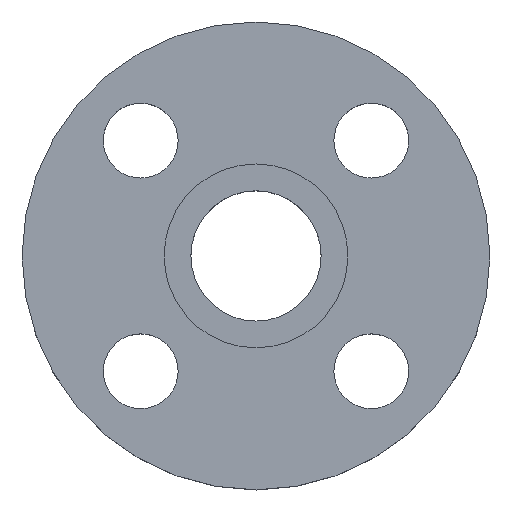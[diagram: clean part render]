
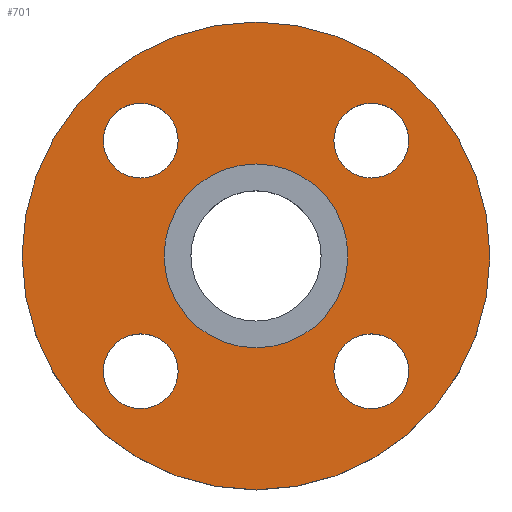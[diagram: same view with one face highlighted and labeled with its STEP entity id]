
A CAD part, top view. The second image highlights one B-rep face of the part: STEP entity #701.
In plain terms, the highlighted planar face has unit normal (0, 0, 1).
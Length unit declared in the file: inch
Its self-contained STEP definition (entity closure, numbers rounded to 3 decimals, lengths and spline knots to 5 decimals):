
#2 = FACE_BOUND ( 'NONE', #75, .T. ) ;
#4 = VERTEX_POINT ( 'NONE', #510 ) ;
#5 = VERTEX_POINT ( 'NONE', #513 ) ;
#10 = VERTEX_POINT ( 'NONE', #20 ) ;
#19 = AXIS2_PLACEMENT_3D ( 'NONE', #344, #290, #675 ) ;
#20 = CARTESIAN_POINT ( 'NONE',  ( 3.5, 0., -0.25 ) ) ;
#40 = CIRCLE ( 'NONE', #446, 0.56 ) ;
#41 = AXIS2_PLACEMENT_3D ( 'NONE', #534, #690, #316 ) ;
#43 = DIRECTION ( 'NONE',  ( 0., 0., -1. ) ) ;
#48 = CIRCLE ( 'NONE', #103, 0.56 ) ;
#50 = VERTEX_POINT ( 'NONE', #211 ) ;
#53 = EDGE_CURVE ( 'NONE', #50, #5, #559, .T. ) ;
#55 = AXIS2_PLACEMENT_3D ( 'NONE', #117, #562, #67 ) ;
#56 = DIRECTION ( 'NONE',  ( 0., 0., 1. ) ) ;
#60 = FACE_OUTER_BOUND ( 'NONE', #646, .T. ) ;
#66 = ORIENTED_EDGE ( 'NONE', *, *, #314, .T. ) ;
#67 = DIRECTION ( 'NONE',  ( 1., 0., 0. ) ) ;
#75 = EDGE_LOOP ( 'NONE', ( #335, #678 ) ) ;
#90 = EDGE_CURVE ( 'NONE', #112, #461, #431, .T. ) ;
#93 = VERTEX_POINT ( 'NONE', #180 ) ;
#94 = CARTESIAN_POINT ( 'NONE',  ( -2.28534, -1.72534, -0.25 ) ) ;
#103 = AXIS2_PLACEMENT_3D ( 'NONE', #385, #594, #437 ) ;
#107 = CARTESIAN_POINT ( 'NONE',  ( 1.72534, -2.28534, -0.25 ) ) ;
#108 = DIRECTION ( 'NONE',  ( 0., 0., 1. ) ) ;
#112 = VERTEX_POINT ( 'NONE', #462 ) ;
#113 = AXIS2_PLACEMENT_3D ( 'NONE', #207, #43, #476 ) ;
#117 = CARTESIAN_POINT ( 'NONE',  ( 0., 0., -0.25 ) ) ;
#154 = CARTESIAN_POINT ( 'NONE',  ( -3.5, 0., -0.25 ) ) ;
#163 = CARTESIAN_POINT ( 'NONE',  ( 0., 0., -0.25 ) ) ;
#164 = CIRCLE ( 'NONE', #350, 3.5 ) ;
#180 = CARTESIAN_POINT ( 'NONE',  ( 1.72534, -1.16534, -0.25 ) ) ;
#181 = EDGE_LOOP ( 'NONE', ( #348, #447 ) ) ;
#188 = EDGE_CURVE ( 'NONE', #4, #381, #668, .T. ) ;
#196 = DIRECTION ( 'NONE',  ( 1., 0., 0. ) ) ;
#202 = CARTESIAN_POINT ( 'NONE',  ( 0., 0., -0.25 ) ) ;
#203 = CIRCLE ( 'NONE', #565, 3.5 ) ;
#207 = CARTESIAN_POINT ( 'NONE',  ( 0., 0., -0.25 ) ) ;
#211 = CARTESIAN_POINT ( 'NONE',  ( 1.375, 0., -0.25 ) ) ;
#215 = CIRCLE ( 'NONE', #393, 0.56 ) ;
#220 = CARTESIAN_POINT ( 'NONE',  ( 1.72534, 1.72534, -0.25 ) ) ;
#221 = CARTESIAN_POINT ( 'NONE',  ( 1.16534, 1.72534, -0.25 ) ) ;
#226 = FACE_BOUND ( 'NONE', #240, .T. ) ;
#232 = CARTESIAN_POINT ( 'NONE',  ( 2.28534, 1.72534, -0.25 ) ) ;
#240 = EDGE_LOOP ( 'NONE', ( #361, #399 ) ) ;
#250 = EDGE_CURVE ( 'NONE', #381, #4, #351, .T. ) ;
#256 = CIRCLE ( 'NONE', #482, 0.56 ) ;
#279 = EDGE_CURVE ( 'NONE', #5, #50, #498, .T. ) ;
#281 = ORIENTED_EDGE ( 'NONE', *, *, #279, .T. ) ;
#290 = DIRECTION ( 'NONE',  ( 0., 0., 1. ) ) ;
#295 = CARTESIAN_POINT ( 'NONE',  ( 1.72534, -1.72534, -0.25 ) ) ;
#314 = EDGE_CURVE ( 'NONE', #420, #10, #164, .T. ) ;
#316 = DIRECTION ( 'NONE',  ( -1., 0., 0. ) ) ;
#318 = DIRECTION ( 'NONE',  ( 0., 0., -1. ) ) ;
#319 = CARTESIAN_POINT ( 'NONE',  ( -1.72534, 1.16534, -0.25 ) ) ;
#329 = DIRECTION ( 'NONE',  ( 0., 0., 1. ) ) ;
#335 = ORIENTED_EDGE ( 'NONE', *, *, #250, .F. ) ;
#337 = FACE_BOUND ( 'NONE', #439, .T. ) ;
#344 = CARTESIAN_POINT ( 'NONE',  ( -1.72534, 1.72534, -0.25 ) ) ;
#348 = ORIENTED_EDGE ( 'NONE', *, *, #616, .F. ) ;
#350 = AXIS2_PLACEMENT_3D ( 'NONE', #202, #472, #196 ) ;
#351 = CIRCLE ( 'NONE', #41, 0.56 ) ;
#361 = ORIENTED_EDGE ( 'NONE', *, *, #90, .F. ) ;
#375 = CARTESIAN_POINT ( 'NONE',  ( 0., 0., -0.25 ) ) ;
#379 = AXIS2_PLACEMENT_3D ( 'NONE', #375, #318, #535 ) ;
#381 = VERTEX_POINT ( 'NONE', #94 ) ;
#382 = DIRECTION ( 'NONE',  ( 0., 0., 1. ) ) ;
#385 = CARTESIAN_POINT ( 'NONE',  ( 1.72534, -1.72534, -0.25 ) ) ;
#393 = AXIS2_PLACEMENT_3D ( 'NONE', #295, #56, #674 ) ;
#394 = FACE_BOUND ( 'NONE', #560, .T. ) ;
#399 = ORIENTED_EDGE ( 'NONE', *, *, #400, .F. ) ;
#400 = EDGE_CURVE ( 'NONE', #461, #112, #40, .T. ) ;
#405 = CARTESIAN_POINT ( 'NONE',  ( -1.72534, -1.72534, -0.25 ) ) ;
#420 = VERTEX_POINT ( 'NONE', #154 ) ;
#426 = ORIENTED_EDGE ( 'NONE', *, *, #570, .F. ) ;
#427 = EDGE_CURVE ( 'NONE', #521, #665, #256, .T. ) ;
#431 = CIRCLE ( 'NONE', #19, 0.56 ) ;
#437 = DIRECTION ( 'NONE',  ( 0., -1., 0. ) ) ;
#439 = EDGE_LOOP ( 'NONE', ( #549, #281 ) ) ;
#440 = CARTESIAN_POINT ( 'NONE',  ( -1.72534, 1.72534, -0.25 ) ) ;
#446 = AXIS2_PLACEMENT_3D ( 'NONE', #440, #490, #705 ) ;
#447 = ORIENTED_EDGE ( 'NONE', *, *, #515, .F. ) ;
#453 = AXIS2_PLACEMENT_3D ( 'NONE', #511, #108, #516 ) ;
#461 = VERTEX_POINT ( 'NONE', #319 ) ;
#462 = CARTESIAN_POINT ( 'NONE',  ( -1.72534, 2.28534, -0.25 ) ) ;
#472 = DIRECTION ( 'NONE',  ( 0., 0., 1. ) ) ;
#476 = DIRECTION ( 'NONE',  ( 1., 0., 0. ) ) ;
#482 = AXIS2_PLACEMENT_3D ( 'NONE', #220, #382, #544 ) ;
#490 = DIRECTION ( 'NONE',  ( 0., 0., 1. ) ) ;
#494 = DIRECTION ( 'NONE',  ( 1., 0., 0. ) ) ;
#495 = EDGE_CURVE ( 'NONE', #10, #420, #203, .T. ) ;
#498 = CIRCLE ( 'NONE', #113, 1.375 ) ;
#499 = FACE_BOUND ( 'NONE', #181, .T. ) ;
#504 = ORIENTED_EDGE ( 'NONE', *, *, #427, .F. ) ;
#505 = PLANE ( 'NONE',  #55 ) ;
#510 = CARTESIAN_POINT ( 'NONE',  ( -1.16534, -1.72534, -0.25 ) ) ;
#511 = CARTESIAN_POINT ( 'NONE',  ( 1.72534, 1.72534, -0.25 ) ) ;
#513 = CARTESIAN_POINT ( 'NONE',  ( -1.375, 0., -0.25 ) ) ;
#515 = EDGE_CURVE ( 'NONE', #93, #523, #48, .T. ) ;
#516 = DIRECTION ( 'NONE',  ( 1., 0., 0. ) ) ;
#521 = VERTEX_POINT ( 'NONE', #221 ) ;
#523 = VERTEX_POINT ( 'NONE', #107 ) ;
#534 = CARTESIAN_POINT ( 'NONE',  ( -1.72534, -1.72534, -0.25 ) ) ;
#535 = DIRECTION ( 'NONE',  ( 1., 0., 0. ) ) ;
#544 = DIRECTION ( 'NONE',  ( 1., 0., 0. ) ) ;
#546 = AXIS2_PLACEMENT_3D ( 'NONE', #405, #563, #667 ) ;
#549 = ORIENTED_EDGE ( 'NONE', *, *, #53, .T. ) ;
#559 = CIRCLE ( 'NONE', #379, 1.375 ) ;
#560 = EDGE_LOOP ( 'NONE', ( #426, #504 ) ) ;
#562 = DIRECTION ( 'NONE',  ( 0., 0., 1. ) ) ;
#563 = DIRECTION ( 'NONE',  ( 0., 0., 1. ) ) ;
#565 = AXIS2_PLACEMENT_3D ( 'NONE', #163, #329, #494 ) ;
#570 = EDGE_CURVE ( 'NONE', #665, #521, #632, .T. ) ;
#594 = DIRECTION ( 'NONE',  ( 0., 0., 1. ) ) ;
#616 = EDGE_CURVE ( 'NONE', #523, #93, #215, .T. ) ;
#632 = CIRCLE ( 'NONE', #453, 0.56 ) ;
#646 = EDGE_LOOP ( 'NONE', ( #673, #66 ) ) ;
#665 = VERTEX_POINT ( 'NONE', #232 ) ;
#667 = DIRECTION ( 'NONE',  ( -1., 0., 0. ) ) ;
#668 = CIRCLE ( 'NONE', #546, 0.56 ) ;
#673 = ORIENTED_EDGE ( 'NONE', *, *, #495, .T. ) ;
#674 = DIRECTION ( 'NONE',  ( 0., -1., 0. ) ) ;
#675 = DIRECTION ( 'NONE',  ( 0., 1., 0. ) ) ;
#678 = ORIENTED_EDGE ( 'NONE', *, *, #188, .F. ) ;
#690 = DIRECTION ( 'NONE',  ( 0., 0., 1. ) ) ;
#701 = ADVANCED_FACE ( 'NONE', ( #499, #2, #226, #394, #337, #60 ), #505, .T. ) ;
#705 = DIRECTION ( 'NONE',  ( 0., 1., 0. ) ) ;
